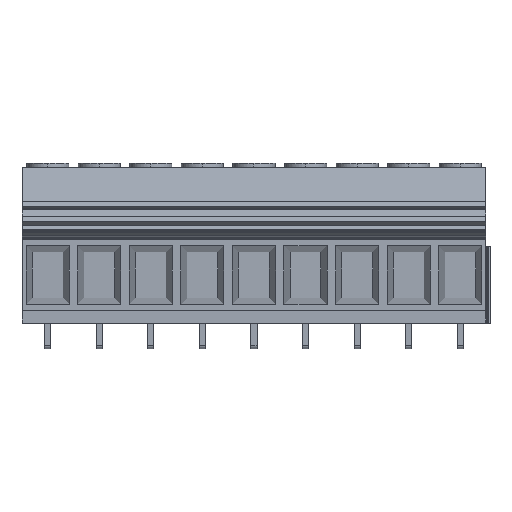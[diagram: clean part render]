
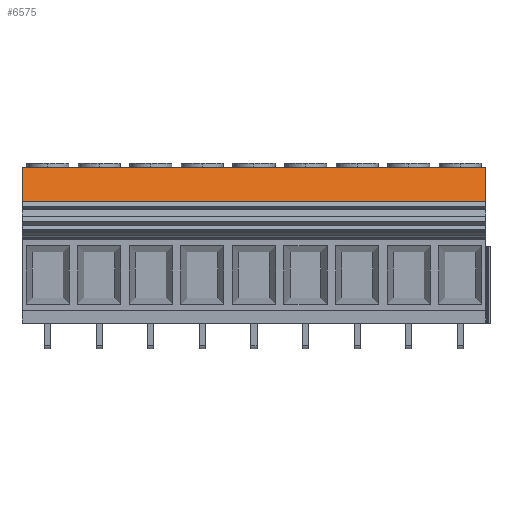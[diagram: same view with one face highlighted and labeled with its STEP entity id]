
A CAD part, front view. The second image highlights one B-rep face of the part: STEP entity #6575.
In plain terms, the highlighted planar face has unit normal (0, -0.966, 0.259).
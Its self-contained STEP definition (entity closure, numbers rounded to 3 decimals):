
#6562=AXIS2_PLACEMENT_3D('Plane Axis2P3D',#6559,#6560,#6561) ;
#2653=CARTESIAN_POINT('Vertex',(0.,6.947,28.966)) ;
#2656=CARTESIAN_POINT('Line Origine',(0.,7.853,32.346)) ;
#2660=CARTESIAN_POINT('Vertex',(0.,8.758,35.725)) ;
#3943=CARTESIAN_POINT('Vertex',(91.44,8.758,35.725)) ;
#3946=CARTESIAN_POINT('Line Origine',(91.44,7.853,32.346)) ;
#3950=CARTESIAN_POINT('Vertex',(91.44,6.947,28.966)) ;
#6547=CARTESIAN_POINT('Line Origine',(45.72,6.947,28.966)) ;
#6559=CARTESIAN_POINT('Axis2P3D Location',(0.,8.758,35.725)) ;
#6564=CARTESIAN_POINT('Line Origine',(45.72,8.758,35.725)) ;
#2657=DIRECTION('Vector Direction',(0.,-0.259,-0.966)) ;
#3947=DIRECTION('Vector Direction',(0.,-0.259,-0.966)) ;
#6548=DIRECTION('Vector Direction',(1.,0.,0.)) ;
#6560=DIRECTION('Axis2P3D Direction',(0.,-0.966,0.259)) ;
#6561=DIRECTION('Axis2P3D XDirection',(0.,-0.259,-0.966)) ;
#6565=DIRECTION('Vector Direction',(1.,0.,0.)) ;
#2658=VECTOR('Line Direction',#2657,1.) ;
#3948=VECTOR('Line Direction',#3947,1.) ;
#6549=VECTOR('Line Direction',#6548,1.) ;
#6566=VECTOR('Line Direction',#6565,1.) ;
#6570=ORIENTED_EDGE('',*,*,#3952,.T.) ;
#6571=ORIENTED_EDGE('',*,*,#6568,.F.) ;
#6572=ORIENTED_EDGE('',*,*,#2662,.F.) ;
#6573=ORIENTED_EDGE('',*,*,#6551,.T.) ;
#6575=ADVANCED_FACE('_LUP 10.16/09/90V 5.0SN BK BX 2013920000',(#6574),#6563,.T.) ;
#2662=EDGE_CURVE('',#2654,#2661,#2659,.F.) ;
#3952=EDGE_CURVE('',#3951,#3944,#3949,.F.) ;
#6551=EDGE_CURVE('',#2654,#3951,#6550,.T.) ;
#6568=EDGE_CURVE('',#2661,#3944,#6567,.T.) ;
#6569=EDGE_LOOP('',(#6570,#6571,#6572,#6573)) ;
#6574=FACE_OUTER_BOUND('',#6569,.T.) ;
#2659=LINE('Line',#2656,#2658) ;
#3949=LINE('Line',#3946,#3948) ;
#6550=LINE('Line',#6547,#6549) ;
#6567=LINE('Line',#6564,#6566) ;
#6563=PLANE('',#6562) ;
#2654=VERTEX_POINT('',#2653) ;
#2661=VERTEX_POINT('',#2660) ;
#3944=VERTEX_POINT('',#3943) ;
#3951=VERTEX_POINT('',#3950) ;
